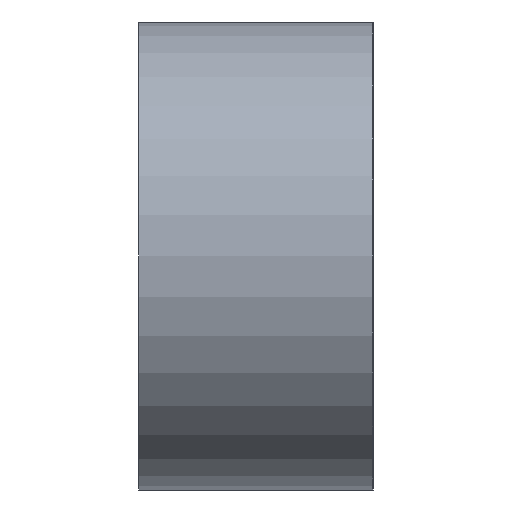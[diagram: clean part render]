
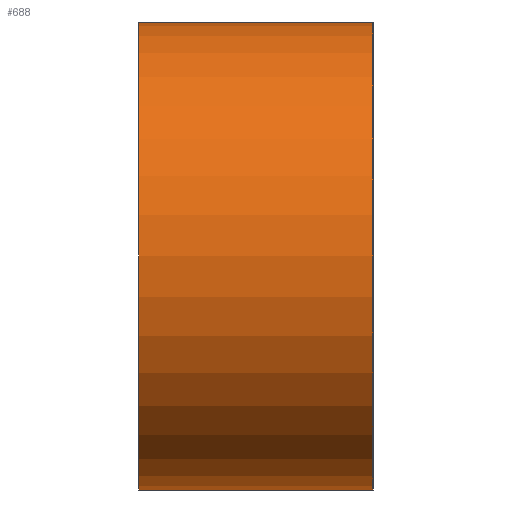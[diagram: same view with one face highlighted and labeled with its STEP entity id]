
A CAD part, left-side view. The second image highlights one B-rep face of the part: STEP entity #688.
In plain terms, the highlighted cylindrical face has radius 4 mm (diameter 8 mm), a partial arc.
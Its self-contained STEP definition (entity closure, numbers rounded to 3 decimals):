
#49 = ORIENTED_EDGE ( 'NONE', *, *, #592, .T. ) ;
#67 = VERTEX_POINT ( 'NONE', #423 ) ;
#121 = FACE_OUTER_BOUND ( 'NONE', #662, .T. ) ;
#157 = EDGE_CURVE ( 'NONE', #607, #813, #620, .T. ) ;
#182 = AXIS2_PLACEMENT_3D ( 'NONE', #788, #291, #858 ) ;
#214 = CIRCLE ( 'NONE', #753, 4. ) ;
#255 = CARTESIAN_POINT ( 'NONE',  ( -40., 4., 0. ) ) ;
#257 = DIRECTION ( 'NONE',  ( 0., 0., 1. ) ) ;
#291 = DIRECTION ( 'NONE',  ( 0., 1., 0. ) ) ;
#300 = CARTESIAN_POINT ( 'NONE',  ( -40., 4., -4. ) ) ;
#310 = EDGE_CURVE ( 'NONE', #346, #67, #411, .T. ) ;
#336 = ORIENTED_EDGE ( 'NONE', *, *, #310, .T. ) ;
#346 = VERTEX_POINT ( 'NONE', #621 ) ;
#353 = DIRECTION ( 'NONE',  ( 0., -1., 0. ) ) ;
#411 = LINE ( 'NONE', #300, #709 ) ;
#423 = CARTESIAN_POINT ( 'NONE',  ( -40., 0., -4. ) ) ;
#449 = CARTESIAN_POINT ( 'NONE',  ( -40., 4., 4. ) ) ;
#458 = CARTESIAN_POINT ( 'NONE',  ( -40., 4., 4. ) ) ;
#462 = CIRCLE ( 'NONE', #182, 4. ) ;
#467 = AXIS2_PLACEMENT_3D ( 'NONE', #982, #494, #825 ) ;
#494 = DIRECTION ( 'NONE',  ( 0., -1., 0. ) ) ;
#530 = DIRECTION ( 'NONE',  ( 0., -1., 0. ) ) ;
#592 = EDGE_CURVE ( 'NONE', #67, #813, #462, .T. ) ;
#607 = VERTEX_POINT ( 'NONE', #458 ) ;
#620 = LINE ( 'NONE', #449, #648 ) ;
#621 = CARTESIAN_POINT ( 'NONE',  ( -40., 4., -4. ) ) ;
#648 = VECTOR ( 'NONE', #353, 1000. ) ;
#662 = EDGE_LOOP ( 'NONE', ( #49, #960, #913, #336 ) ) ;
#673 = DIRECTION ( 'NONE',  ( 0., 1., 0. ) ) ;
#688 = ADVANCED_FACE ( 'NONE', ( #121 ), #1026, .T. ) ;
#709 = VECTOR ( 'NONE', #530, 1000. ) ;
#753 = AXIS2_PLACEMENT_3D ( 'NONE', #255, #673, #257 ) ;
#788 = CARTESIAN_POINT ( 'NONE',  ( -40., 0., 0. ) ) ;
#813 = VERTEX_POINT ( 'NONE', #988 ) ;
#825 = DIRECTION ( 'NONE',  ( 0., 0., -1. ) ) ;
#826 = EDGE_CURVE ( 'NONE', #346, #607, #214, .T. ) ;
#858 = DIRECTION ( 'NONE',  ( 0., 0., 1. ) ) ;
#913 = ORIENTED_EDGE ( 'NONE', *, *, #826, .F. ) ;
#960 = ORIENTED_EDGE ( 'NONE', *, *, #157, .F. ) ;
#982 = CARTESIAN_POINT ( 'NONE',  ( -40., 4., 0. ) ) ;
#988 = CARTESIAN_POINT ( 'NONE',  ( -40., 0., 4. ) ) ;
#1026 = CYLINDRICAL_SURFACE ( 'NONE', #467, 4. ) ;
